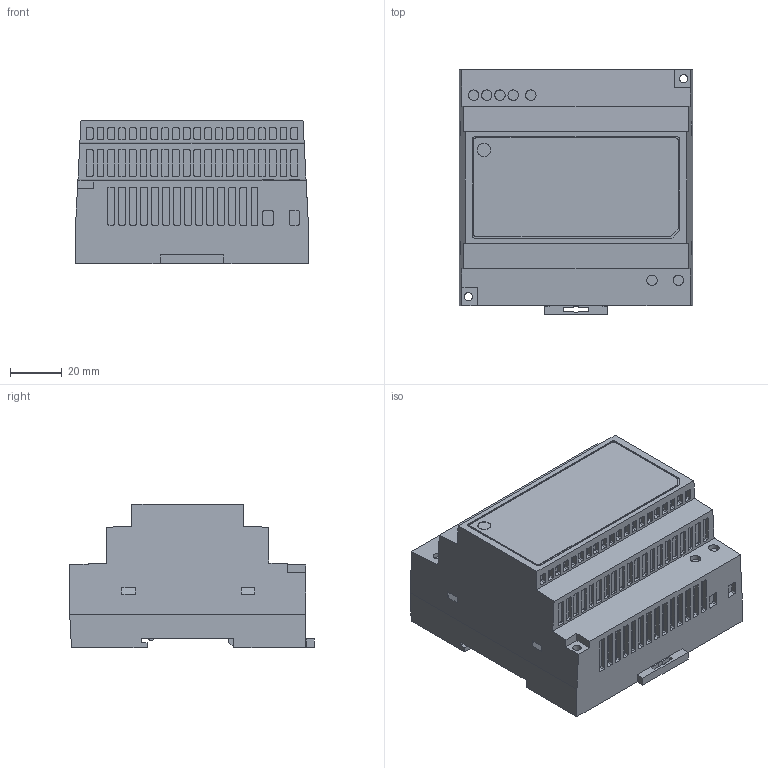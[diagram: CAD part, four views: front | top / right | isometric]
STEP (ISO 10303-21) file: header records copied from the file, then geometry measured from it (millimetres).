
FILE_DESCRIPTION(/* description */ ('STEP AP242','CAx-IF Rec.Pracs.---Representation and Presentation of Product Manufacturing Information (PMI)---4.0---2014-10-13','CAx-IF Rec.Pracs.---3D Tessellated Geometry---0.4---2014-09-14','2;1'),/* implementation_level */ '2;1');
FILE_NAME(/* name */ 'eaton-PSL100E24RP-3d-model',/* time_stamp */ '2024-06-04T10:39:40+02:00',/* author */ ('License CC BY-ND 4.0'),/* organization */ ('CADENAS'),/* preprocessor_version */ 'ST-DEVELOPER v19.3',/* originating_system */ 'PARTsolutions',/* authorisation */ ' ');
FILE_SCHEMA (('AP242_MANAGED_MODEL_BASED_3D_ENGINEERING_MIM_LF { 1 0 10303 442 1 1 4 }'));
Length unit declared in the file: millimetre
Products named in the file (1): EP-401405
Bounding box: 90 x 94.3 x 55.5 mm (x, y, z)
Volume: 345874.2 mm3; surface area: 43038.4 mm2
Topology: 1 solids, 1 shells, 1237 faces, 3286 edges, 2192 vertices
Faces by surface type: plane 757, cylinder 480
Full cylindrical faces by diameter (mm): 3.2 x2, 4 x7, 5 x1
Entity records: 38444 total; most frequent: DIRECTION 6704, CARTESIAN_POINT 6690, ORIENTED_EDGE 6536, EDGE_CURVE 3268, LINE 2308, VECTOR 2308, AXIS2_PLACEMENT_3D 2198, VERTEX_POINT 2184
